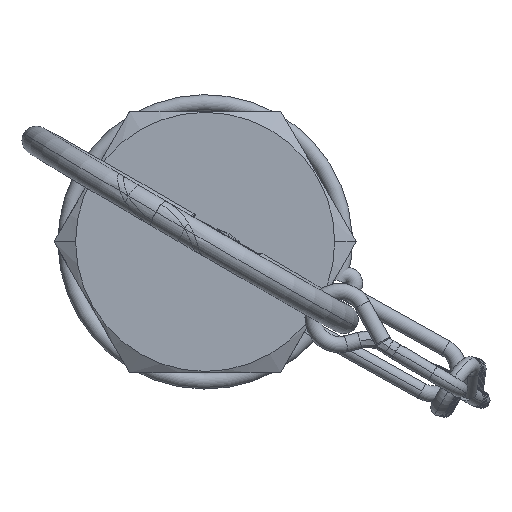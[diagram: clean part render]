
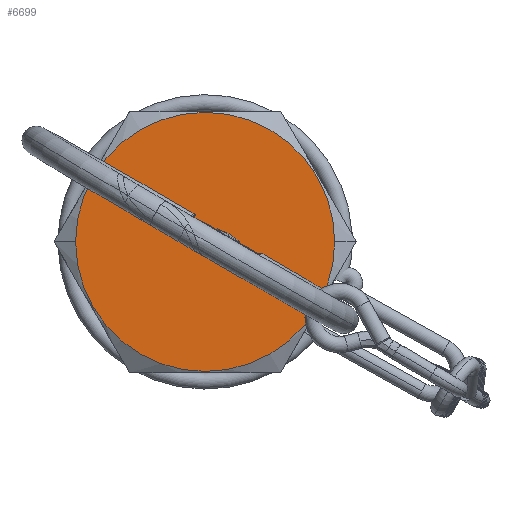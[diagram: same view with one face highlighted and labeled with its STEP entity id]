
A CAD part, left-side view. The second image highlights one B-rep face of the part: STEP entity #6699.
In plain terms, the highlighted planar face has unit normal (-1, 0, 0).
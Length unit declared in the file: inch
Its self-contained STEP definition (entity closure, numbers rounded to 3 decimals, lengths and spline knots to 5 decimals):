
#351 = DIRECTION ( 'NONE',  ( -1., 0., 0. ) ) ;
#494 = CARTESIAN_POINT ( 'NONE',  ( -0.54, 0.495, 0. ) ) ;
#499 = DIRECTION ( 'NONE',  ( 1., 0., 0. ) ) ;
#922 = CIRCLE ( 'NONE', #1505, 0.495 ) ;
#1111 = AXIS2_PLACEMENT_3D ( 'NONE', #7782, #351, #5113 ) ;
#1154 = DIRECTION ( 'NONE',  ( 0., 1., 0. ) ) ;
#1447 = DIRECTION ( 'NONE',  ( 0., 1., 0. ) ) ;
#1505 = AXIS2_PLACEMENT_3D ( 'NONE', #3901, #499, #1154 ) ;
#1830 = EDGE_LOOP ( 'NONE', ( #8770, #2030 ) ) ;
#1835 = EDGE_CURVE ( 'NONE', #5392, #2119, #922, .T. ) ;
#2030 = ORIENTED_EDGE ( 'NONE', *, *, #3732, .F. ) ;
#2119 = VERTEX_POINT ( 'NONE', #3447 ) ;
#2990 = PLANE ( 'NONE',  #1111 ) ;
#3447 = CARTESIAN_POINT ( 'NONE',  ( -0.54, -0.495, 0. ) ) ;
#3732 = EDGE_CURVE ( 'NONE', #2119, #5392, #8766, .T. ) ;
#3901 = CARTESIAN_POINT ( 'NONE',  ( -0.54, 0., 0. ) ) ;
#3977 = AXIS2_PLACEMENT_3D ( 'NONE', #4898, #7536, #1447 ) ;
#4898 = CARTESIAN_POINT ( 'NONE',  ( -0.54, 0., 0. ) ) ;
#5113 = DIRECTION ( 'NONE',  ( 0., -1., 0. ) ) ;
#5392 = VERTEX_POINT ( 'NONE', #494 ) ;
#6699 = ADVANCED_FACE ( 'NONE', ( #7677 ), #2990, .T. ) ;
#7536 = DIRECTION ( 'NONE',  ( 1., 0., 0. ) ) ;
#7677 = FACE_OUTER_BOUND ( 'NONE', #1830, .T. ) ;
#7782 = CARTESIAN_POINT ( 'NONE',  ( -0.54, 0., 0. ) ) ;
#8766 = CIRCLE ( 'NONE', #3977, 0.495 ) ;
#8770 = ORIENTED_EDGE ( 'NONE', *, *, #1835, .F. ) ;
